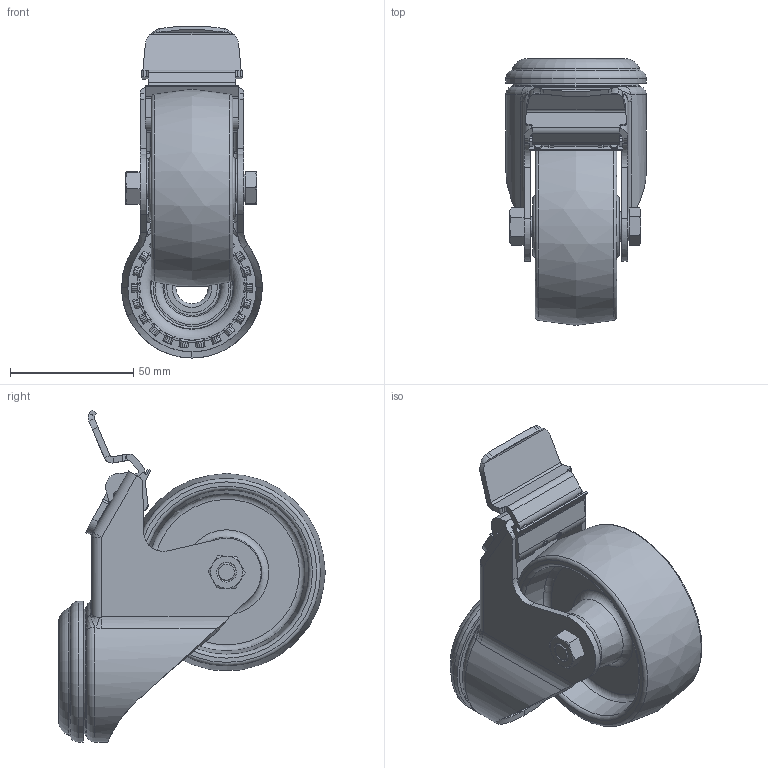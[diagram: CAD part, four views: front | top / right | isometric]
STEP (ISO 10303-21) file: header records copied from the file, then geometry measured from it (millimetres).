
FILE_DESCRIPTION(/* description */ (''),/* implementation_level */ '2;1');
FILE_NAME(/* name */ '13547_KriTec_Lenkrolle_D80_PA_schwarz_mit_Doppelfeststellbremse.stp',/* time_stamp */ '2022-08-26T12:32:06+02:00',/* author */ ('Nell'),/* organization */ (''),/* preprocessor_version */ 'ST-DEVELOPER v17',/* originating_system */ 'Autodesk Inventor 2018',/* authorisation */ '');
FILE_SCHEMA (('AUTOMOTIVE_DESIGN { 1 0 10303 214 3 1 1 }'));
Products named in the file (7): 13547_KriTec_ Lenkrolle D80 PA schwarz mit Doppelfeststellbremse; 13602_KriTec_Gehaeuse_fuer_Lenkrolle_D80_mit_Doppelfeststeller; 22290; 22228; 22231; 17220; 13591_KriTec_Rad_D80_PA_schwarz
Assembly tree (6 placements, depth 3):
  13547_KriTec_ Lenkrolle D80 PA schwarz mit Doppelfeststellbremse
    13602_KriTec_Gehaeuse_fuer_Lenkrolle_D80_mit_Doppelfeststeller
    22290
      22228
      22231
      17220
    13591_KriTec_Rad_D80_PA_schwarz
Bounding box: 57 x 108 x 134.44 mm (x, y, z)
Volume: 162980.8 mm3; surface area: 66088.5 mm2
Topology: 5 solids, 6 shells, 994 faces, 2707 edges, 1721 vertices
Faces by surface type: plane 343, cylinder 320, bspline 164, torus 94, cone 69, sphere 4
Full cylindrical faces by diameter (mm): 6.8 x1, 8 x2, 8.5 x2, 9 x1, 11.6 x1, 12 x1, 12.2 x1, 13 x1, 16.45 x1, 16.5 x1, 20.45 x1, 57 x1
Entity records: 45791 total; most frequent: CARTESIAN_POINT 21428, ORIENTED_EDGE 5406, DIRECTION 4719, EDGE_CURVE 2703, AXIS2_PLACEMENT_3D 1772, VERTEX_POINT 1721, LINE 1175, VECTOR 1175
